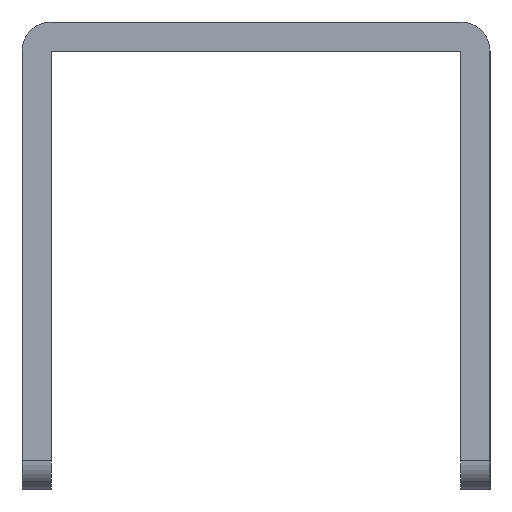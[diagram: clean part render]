
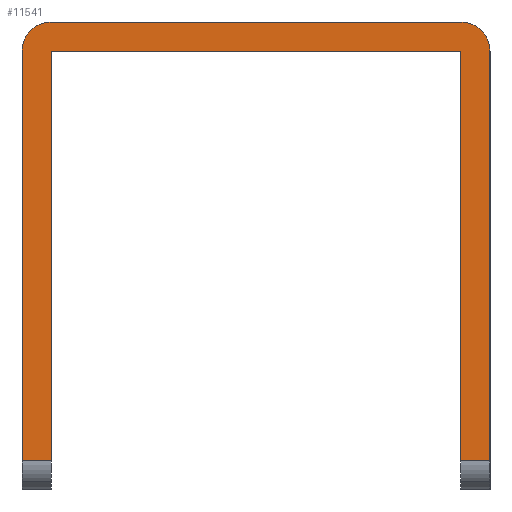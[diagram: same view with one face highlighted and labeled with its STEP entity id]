
A CAD part, left-side view. The second image highlights one B-rep face of the part: STEP entity #11541.
In plain terms, the highlighted planar face has unit normal (-1, 0, 0).
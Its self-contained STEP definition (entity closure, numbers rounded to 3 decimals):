
#50 = EDGE_CURVE ( 'NONE', #4383, #36301, #19962, .T. ) ;
#173 = ORIENTED_EDGE ( 'NONE', *, *, #14086, .F. ) ;
#844 = VECTOR ( 'NONE', #11945, 1000. ) ;
#3041 = ORIENTED_EDGE ( 'NONE', *, *, #46884, .F. ) ;
#3359 = CARTESIAN_POINT ( 'NONE',  ( 0., 0., -42.5 ) ) ;
#3593 = AXIS2_PLACEMENT_3D ( 'NONE', #47243, #28779, #17863 ) ;
#3614 = EDGE_CURVE ( 'NONE', #11223, #26058, #7636, .T. ) ;
#4379 = CIRCLE ( 'NONE', #3593, 3. ) ;
#4383 = VERTEX_POINT ( 'NONE', #33212 ) ;
#4712 = CARTESIAN_POINT ( 'NONE',  ( 0., 0., 0. ) ) ;
#5309 = ORIENTED_EDGE ( 'NONE', *, *, #3614, .T. ) ;
#5444 = CARTESIAN_POINT ( 'NONE',  ( 0., 45., -0.5 ) ) ;
#5606 = AXIS2_PLACEMENT_3D ( 'NONE', #5444, #35301, #17302 ) ;
#5719 = DIRECTION ( 'NONE',  ( 0., -0.707, 0.707 ) ) ;
#5822 = EDGE_CURVE ( 'NONE', #36301, #38875, #43552, .T. ) ;
#5987 = CARTESIAN_POINT ( 'NONE',  ( 0., 3., 2.5 ) ) ;
#6627 = AXIS2_PLACEMENT_3D ( 'NONE', #28015, #42839, #5719 ) ;
#6740 = ORIENTED_EDGE ( 'NONE', *, *, #5822, .F. ) ;
#7100 = CARTESIAN_POINT ( 'NONE',  ( 0., 45., -0.5 ) ) ;
#7636 = LINE ( 'NONE', #4712, #24751 ) ;
#7683 = CARTESIAN_POINT ( 'NONE',  ( 0., 45., 2.5 ) ) ;
#7752 = LINE ( 'NONE', #25947, #15123 ) ;
#9174 = DIRECTION ( 'NONE',  ( -1., 0., 0. ) ) ;
#9612 = CARTESIAN_POINT ( 'NONE',  ( 0., 3., -0.5 ) ) ;
#9767 = LINE ( 'NONE', #21872, #19722 ) ;
#10000 = VERTEX_POINT ( 'NONE', #43650 ) ;
#11223 = VERTEX_POINT ( 'NONE', #3359 ) ;
#11541 = ADVANCED_FACE ( 'NONE', ( #34677 ), #42184, .T. ) ;
#11738 = VERTEX_POINT ( 'NONE', #17865 ) ;
#11945 = DIRECTION ( 'NONE',  ( 0., 0., 1. ) ) ;
#14086 = EDGE_CURVE ( 'NONE', #46776, #11738, #4379, .T. ) ;
#15123 = VECTOR ( 'NONE', #44402, 1000. ) ;
#15127 = LINE ( 'NONE', #29931, #24181 ) ;
#15388 = AXIS2_PLACEMENT_3D ( 'NONE', #27362, #9174, #24209 ) ;
#15800 = CARTESIAN_POINT ( 'NONE',  ( 0., 45., -42.5 ) ) ;
#16058 = DIRECTION ( 'NONE',  ( 0., 1., 0. ) ) ;
#16206 = DIRECTION ( 'NONE',  ( 0., 0.707, 0.707 ) ) ;
#16500 = VECTOR ( 'NONE', #47806, 1000. ) ;
#17302 = DIRECTION ( 'NONE',  ( 0., 0.707, 0.707 ) ) ;
#17863 = DIRECTION ( 'NONE',  ( 0., -0.707, 0.707 ) ) ;
#17865 = CARTESIAN_POINT ( 'NONE',  ( 0., 0.879, 1.621 ) ) ;
#18113 = EDGE_CURVE ( 'NONE', #38875, #23664, #32833, .T. ) ;
#18584 = EDGE_CURVE ( 'NONE', #41587, #10000, #9767, .T. ) ;
#18796 = DIRECTION ( 'NONE',  ( 0., 0., 1. ) ) ;
#19722 = VECTOR ( 'NONE', #39860, 1000. ) ;
#19962 = LINE ( 'NONE', #23360, #844 ) ;
#21187 = ORIENTED_EDGE ( 'NONE', *, *, #18584, .T. ) ;
#21872 = CARTESIAN_POINT ( 'NONE',  ( 0., 3., -0.25 ) ) ;
#23266 = VECTOR ( 'NONE', #42869, 1000. ) ;
#23360 = CARTESIAN_POINT ( 'NONE',  ( 0., 48., -45.5 ) ) ;
#23494 = CARTESIAN_POINT ( 'NONE',  ( 0., 45., -0.5 ) ) ;
#23664 = VERTEX_POINT ( 'NONE', #7683 ) ;
#23981 = ORIENTED_EDGE ( 'NONE', *, *, #26675, .F. ) ;
#24181 = VECTOR ( 'NONE', #29436, 1000. ) ;
#24209 = DIRECTION ( 'NONE',  ( 0., 0., 1. ) ) ;
#24751 = VECTOR ( 'NONE', #18796, 1000. ) ;
#25243 = LINE ( 'NONE', #43698, #16500 ) ;
#25915 = ORIENTED_EDGE ( 'NONE', *, *, #50, .F. ) ;
#25947 = CARTESIAN_POINT ( 'NONE',  ( 0., 46.5, -0.5 ) ) ;
#26058 = VERTEX_POINT ( 'NONE', #31543 ) ;
#26066 = ORIENTED_EDGE ( 'NONE', *, *, #33369, .T. ) ;
#26675 = EDGE_CURVE ( 'NONE', #11738, #26058, #27540, .T. ) ;
#27362 = CARTESIAN_POINT ( 'NONE',  ( 0., 48., 0. ) ) ;
#27540 = CIRCLE ( 'NONE', #6627, 3. ) ;
#28015 = CARTESIAN_POINT ( 'NONE',  ( 0., 3., -0.5 ) ) ;
#28294 = CARTESIAN_POINT ( 'NONE',  ( 0., 24., -42.5 ) ) ;
#28779 = DIRECTION ( 'NONE',  ( 1., 0., 0. ) ) ;
#29436 = DIRECTION ( 'NONE',  ( 0., -1., 0. ) ) ;
#29931 = CARTESIAN_POINT ( 'NONE',  ( 0., 0., 2.5 ) ) ;
#30471 = VERTEX_POINT ( 'NONE', #7100 ) ;
#30900 = EDGE_CURVE ( 'NONE', #37552, #30471, #25243, .T. ) ;
#31543 = CARTESIAN_POINT ( 'NONE',  ( 0., 0., -0.5 ) ) ;
#31932 = CARTESIAN_POINT ( 'NONE',  ( 0., 24., -42.5 ) ) ;
#32171 = LINE ( 'NONE', #31932, #23266 ) ;
#32423 = LINE ( 'NONE', #28294, #42901 ) ;
#32833 = CIRCLE ( 'NONE', #34421, 3. ) ;
#32907 = ORIENTED_EDGE ( 'NONE', *, *, #42824, .F. ) ;
#33212 = CARTESIAN_POINT ( 'NONE',  ( 0., 48., -42.5 ) ) ;
#33369 = EDGE_CURVE ( 'NONE', #30471, #41587, #7752, .T. ) ;
#34421 = AXIS2_PLACEMENT_3D ( 'NONE', #23494, #37821, #16206 ) ;
#34511 = CARTESIAN_POINT ( 'NONE',  ( 0., 48., -0.5 ) ) ;
#34677 = FACE_OUTER_BOUND ( 'NONE', #35294, .T. ) ;
#35294 = EDGE_LOOP ( 'NONE', ( #3041, #40596, #26066, #21187, #32907, #5309, #23981, #173, #37845, #47584, #6740, #25915 ) ) ;
#35301 = DIRECTION ( 'NONE',  ( 1., 0., 0. ) ) ;
#36301 = VERTEX_POINT ( 'NONE', #34511 ) ;
#37552 = VERTEX_POINT ( 'NONE', #15800 ) ;
#37821 = DIRECTION ( 'NONE',  ( 1., 0., 0. ) ) ;
#37845 = ORIENTED_EDGE ( 'NONE', *, *, #39998, .F. ) ;
#38875 = VERTEX_POINT ( 'NONE', #41317 ) ;
#39860 = DIRECTION ( 'NONE',  ( 0., 0., -1. ) ) ;
#39998 = EDGE_CURVE ( 'NONE', #23664, #46776, #15127, .T. ) ;
#40596 = ORIENTED_EDGE ( 'NONE', *, *, #30900, .T. ) ;
#41317 = CARTESIAN_POINT ( 'NONE',  ( 0., 47.121, 1.621 ) ) ;
#41587 = VERTEX_POINT ( 'NONE', #9612 ) ;
#42184 = PLANE ( 'NONE',  #15388 ) ;
#42824 = EDGE_CURVE ( 'NONE', #11223, #10000, #32171, .T. ) ;
#42839 = DIRECTION ( 'NONE',  ( 1., 0., 0. ) ) ;
#42869 = DIRECTION ( 'NONE',  ( 0., 1., 0. ) ) ;
#42901 = VECTOR ( 'NONE', #16058, 1000. ) ;
#43552 = CIRCLE ( 'NONE', #5606, 3. ) ;
#43650 = CARTESIAN_POINT ( 'NONE',  ( 0., 3., -42.5 ) ) ;
#43698 = CARTESIAN_POINT ( 'NONE',  ( 0., 45., -22.75 ) ) ;
#44402 = DIRECTION ( 'NONE',  ( 0., -1., 0. ) ) ;
#46776 = VERTEX_POINT ( 'NONE', #5987 ) ;
#46884 = EDGE_CURVE ( 'NONE', #37552, #4383, #32423, .T. ) ;
#47243 = CARTESIAN_POINT ( 'NONE',  ( 0., 3., -0.5 ) ) ;
#47584 = ORIENTED_EDGE ( 'NONE', *, *, #18113, .F. ) ;
#47806 = DIRECTION ( 'NONE',  ( 0., 0., 1. ) ) ;
